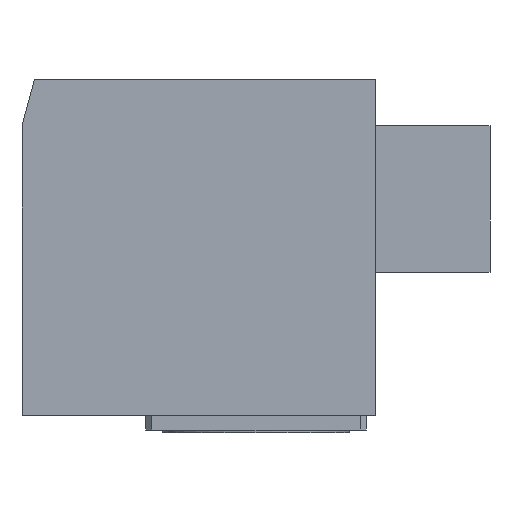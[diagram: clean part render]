
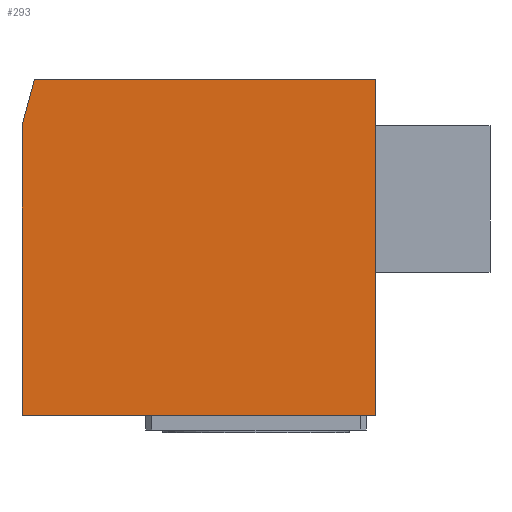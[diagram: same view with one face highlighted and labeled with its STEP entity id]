
A CAD part, left-side view. The second image highlights one B-rep face of the part: STEP entity #293.
In plain terms, the highlighted planar face has unit normal (-1, 0, 0).
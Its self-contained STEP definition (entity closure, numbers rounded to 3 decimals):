
#63=LINE('',#1226,#149);
#66=LINE('',#1231,#152);
#70=LINE('',#1238,#156);
#81=LINE('',#1260,#167);
#83=LINE('',#1263,#169);
#149=VECTOR('',#934,1.);
#152=VECTOR('',#939,1.);
#156=VECTOR('',#945,1.);
#167=VECTOR('',#958,1.);
#169=VECTOR('',#962,1.);
#220=PLANE('',#839);
#254=FACE_OUTER_BOUND('',#365,.T.);
#293=ADVANCED_FACE('',(#254),#220,.T.);
#365=EDGE_LOOP('',(#471,#472,#473,#474,#475));
#471=ORIENTED_EDGE('',*,*,#729,.T.);
#472=ORIENTED_EDGE('',*,*,#731,.T.);
#473=ORIENTED_EDGE('',*,*,#711,.T.);
#474=ORIENTED_EDGE('',*,*,#714,.T.);
#475=ORIENTED_EDGE('',*,*,#718,.T.);
#636=VERTEX_POINT('',#1221);
#638=VERTEX_POINT('',#1225);
#639=VERTEX_POINT('',#1230);
#641=VERTEX_POINT('',#1237);
#651=VERTEX_POINT('',#1259);
#711=EDGE_CURVE('',#636,#638,#63,.T.);
#714=EDGE_CURVE('',#638,#639,#66,.T.);
#718=EDGE_CURVE('',#639,#641,#70,.T.);
#729=EDGE_CURVE('',#641,#651,#81,.T.);
#731=EDGE_CURVE('',#651,#636,#83,.T.);
#839=AXIS2_PLACEMENT_3D('',#1268,#969,#970);
#934=DIRECTION('',(0.,1.,0.));
#939=DIRECTION('',(0.,0.259,-0.966));
#945=DIRECTION('',(0.,0.,-1.));
#958=DIRECTION('',(0.,-1.,0.));
#962=DIRECTION('',(0.,0.,1.));
#969=DIRECTION('',(-1.,0.,0.));
#970=DIRECTION('',(0.,1.,0.));
#1221=CARTESIAN_POINT('',(-35.,-20.5,8.));
#1225=CARTESIAN_POINT('',(-35.,37.856,8.));
#1226=CARTESIAN_POINT('',(-35.,-20.5,8.));
#1230=CARTESIAN_POINT('',(-35.,40.,0.));
#1231=CARTESIAN_POINT('',(-35.,40.,0.));
#1237=CARTESIAN_POINT('',(-35.,40.,-49.5));
#1238=CARTESIAN_POINT('',(-35.,40.,0.));
#1259=CARTESIAN_POINT('',(-35.,-20.5,-49.5));
#1260=CARTESIAN_POINT('',(-35.,40.,-49.5));
#1263=CARTESIAN_POINT('',(-35.,-20.5,8.));
#1268=CARTESIAN_POINT('',(-35.,0.,0.));
